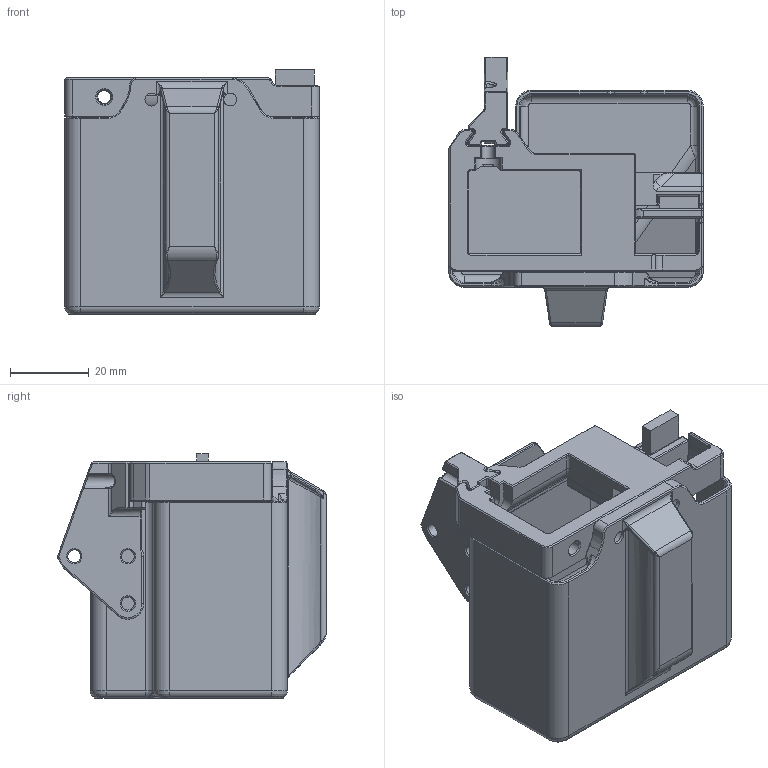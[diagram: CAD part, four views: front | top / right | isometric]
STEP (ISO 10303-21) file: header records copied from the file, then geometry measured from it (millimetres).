
FILE_DESCRIPTION(/* description */ (''),/* implementation_level */ '2;1');
FILE_NAME(/* name */ 'Beacon_NozzleWiper.step',/* time_stamp */ '2023-03-25T18:54:26+01:00',/* author */ (''),/* organization */ (''),/* preprocessor_version */ 'ST-DEVELOPER v19.2',/* originating_system */ 'Autodesk Translation Framework v11.17.0.187',/* authorisation */ '');
FILE_SCHEMA (('AUTOMOTIVE_DESIGN { 1 0 10303 214 3 1 1 }'));
Length unit declared in the file: millimetre
Products named in the file (18): Beacon_PurgeBucket; K3 Sherpa Mini Toolhead(stationary parts only); Nozzle Wiper Bracket V2^K3 Sherpa Mini Toolhead; Optional Thermistor; 6x3_Magnet; socket head cap screw_am(B18.3.1M - 3 x 0.5 x 30 Hex SHCS -- 18NHX); socket button head cap screw_am(B18.3.4M - 3 x 0.5 x 8 SBHCS --N); socket head cap screw_am(B18.3.1M - 3 x 0.5 x 10 Hex SHCS -- 10NHX); socket head cap screw_am(B18.3.1M - 3 x 0.5 x 12 Hex SHCS -- 12NHX); socket head cap screw_am(B18.3.1M - 3 x 0.5 x 25 Hex SHCS -- 18NHX); socket head cap screw_am(B18.3.1M - 3 x 0.5 x 8 Hex SHCS -- 8NHX); 94180A331_HEAT-SET INSERTS FOR PLASTICS; 93625A100_18-8 STAINLESS STEEL NYLON-INSERT LOCKNUT; Nozzle Wiper Base^K3 Sherpa Mini Toolhead; Nozzle Wiper Arm^K3 Sherpa Mini Toolhead; Nozzle Wiper Arm^K3 Sherpa Mini Toolhead (1); Nozzle Wiper Arm^K3 Sherpa Mini Toolhead (2); Purge Bucket V2^K3 Sherpa Mini Toolhead
Assembly tree (52 placements, depth 3):
  Beacon_PurgeBucket
    K3 Sherpa Mini Toolhead(stationary parts only)
      Nozzle Wiper Bracket V2^K3 Sherpa Mini Toolhead
      6x3_Magnet  x10
      Optional Thermistor
      socket head cap screw_am(B18.3.1M - 3 x 0.5 x 8 Hex SHCS -- 8NHX)  x9
      socket head cap screw_am(B18.3.1M - 3 x 0.5 x 30 Hex SHCS -- 18NHX)
      socket button head cap screw_am(B18.3.4M - 3 x 0.5 x 8 SBHCS --N)  x2
      socket head cap screw_am(B18.3.1M - 3 x 0.5 x 10 Hex SHCS -- 10NHX)  x3
      socket head cap screw_am(B18.3.1M - 3 x 0.5 x 12 Hex SHCS -- 12NHX)  x3
      socket head cap screw_am(B18.3.1M - 3 x 0.5 x 25 Hex SHCS -- 18NHX)  x2
      94180A331_HEAT-SET INSERTS FOR PLASTICS  x13
      93625A100_18-8 STAINLESS STEEL NYLON-INSERT LOCKNUT
      Nozzle Wiper Base^K3 Sherpa Mini Toolhead
      Nozzle Wiper Arm^K3 Sherpa Mini Toolhead
      Nozzle Wiper Arm^K3 Sherpa Mini Toolhead (1)
      Nozzle Wiper Arm^K3 Sherpa Mini Toolhead (2)
      Purge Bucket V2^K3 Sherpa Mini Toolhead
Bounding box: 64.6 x 68.38 x 62 mm (x, y, z)
Volume: 31795.3 mm3; surface area: 40504.8 mm2
Topology: 7 solids, 10 shells, 1029 faces, 2463 edges, 1420 vertices
Faces by surface type: plane 373, cylinder 260, bspline 197, cone 157, torus 40, sphere 2
Full cylindrical faces by diameter (mm): 3.3 x12, 3.7 x1, 4.8 x5, 6 x3
Entity records: 38687 total; most frequent: CARTESIAN_POINT 14264, ORIENTED_EDGE 4844, DIRECTION 4792, EDGE_CURVE 2422, AXIS2_PLACEMENT_3D 1771, VERTEX_POINT 1420, LINE 1250, VECTOR 1250
